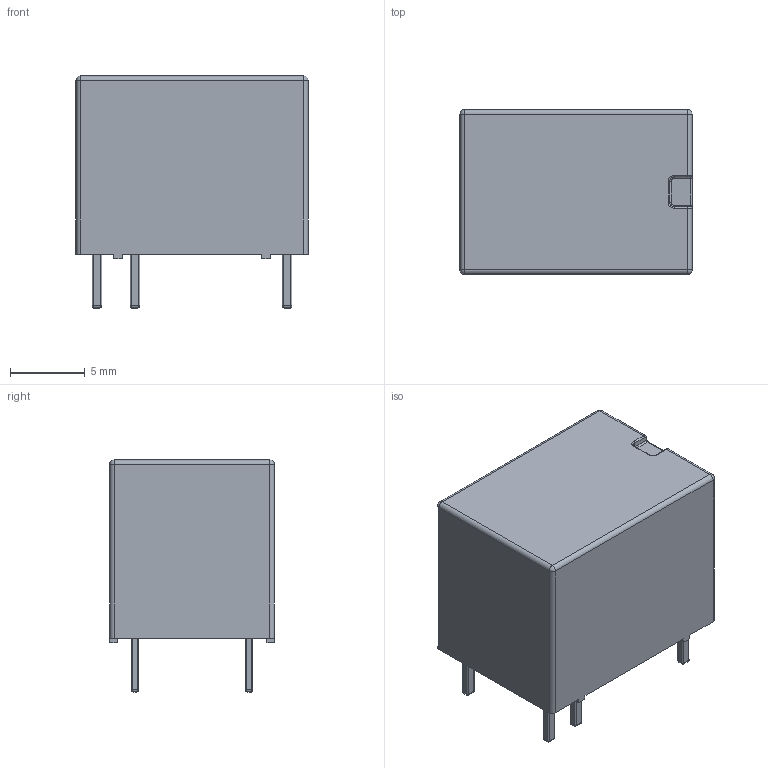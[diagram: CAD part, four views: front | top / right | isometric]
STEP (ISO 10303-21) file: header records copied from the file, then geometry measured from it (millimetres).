
FILE_DESCRIPTION (( 'STEP AP214' ), '1' );
FILE_NAME ('RELAY-TH_L15.5-W10.5-H11.8.step', '2022-07-09T13:43:27', ( '' ), ( '' ), 'SwSTEP 2.0', 'SolidWorks 2020', '' );
FILE_SCHEMA (( 'AUTOMOTIVE_DESIGN' ));
Length unit declared in the file: millimetre
Products named in the file (1): RELAY-TH_L15.5-W10.5-H11.8
Bounding box: 15.5 x 11.01 x 15.5 mm (x, y, z)
Volume: 2018.5 mm3; surface area: 1015.2 mm2
Topology: 1 solids, 1 shells, 447 faces, 1167 edges, 726 vertices
Faces by surface type: plane 231, bspline 136, cylinder 68, torus 8, sphere 4
Entity records: 19117 total; most frequent: CARTESIAN_POINT 4969, ORIENTED_EDGE 2278, DIRECTION 1583, EDGE_CURVE 1139, VECTOR 767, LINE 767, VERTEX_POINT 726, EDGE_LOOP 479
